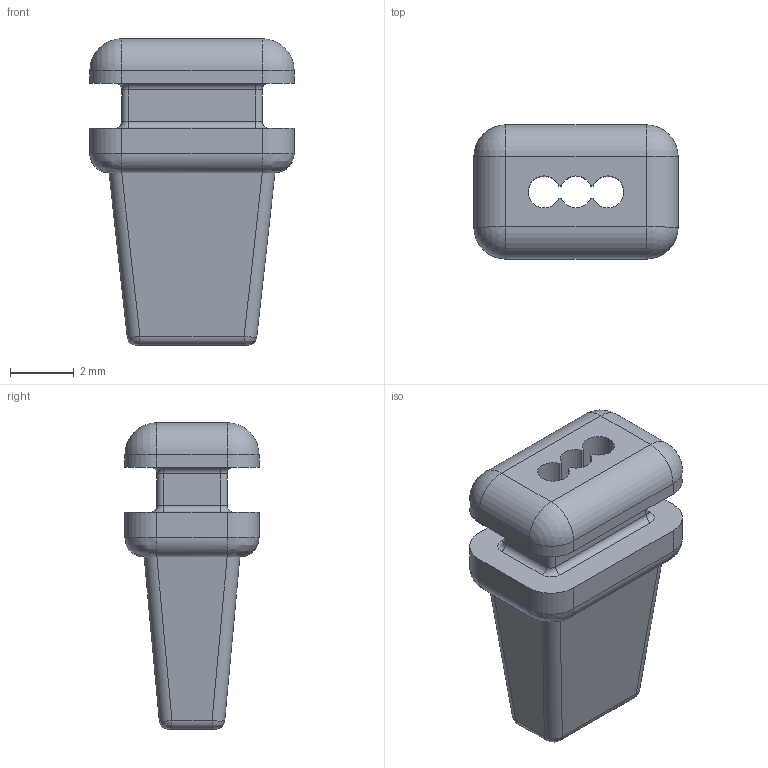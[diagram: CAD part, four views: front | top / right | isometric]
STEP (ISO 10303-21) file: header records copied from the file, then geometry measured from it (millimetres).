
FILE_DESCRIPTION(/* description */ (''),/* implementation_level */ '2;1');
FILE_NAME(/* name */ 'Wire Support.ipt.step',/* time_stamp */ '2020-04-16T23:16:28-04:00',/* author */ ('Jordan'),/* organization */ (''),/* preprocessor_version */ 'ST-DEVELOPER v17',/* originating_system */ 'Autodesk Inventor 2019',/* authorisation */ '');
FILE_SCHEMA (('AUTOMOTIVE_DESIGN { 1 0 10303 214 3 1 1 }'));
Length unit declared in the file: inch
Products named in the file (1): Wire Support
Bounding box: 6.4 x 4.2 x 9.6 mm (x, y, z)
Volume: 120.2 mm3; surface area: 278.9 mm2
Topology: 1 solids, 1 shells, 84 faces, 194 edges, 110 vertices
Faces by surface type: cylinder 40, plane 24, bspline 8, torus 8, sphere 4
Entity records: 2775 total; most frequent: CARTESIAN_POINT 869, DIRECTION 404, ORIENTED_EDGE 380, EDGE_CURVE 190, AXIS2_PLACEMENT_3D 153, VERTEX_POINT 110, LINE 98, VECTOR 98
